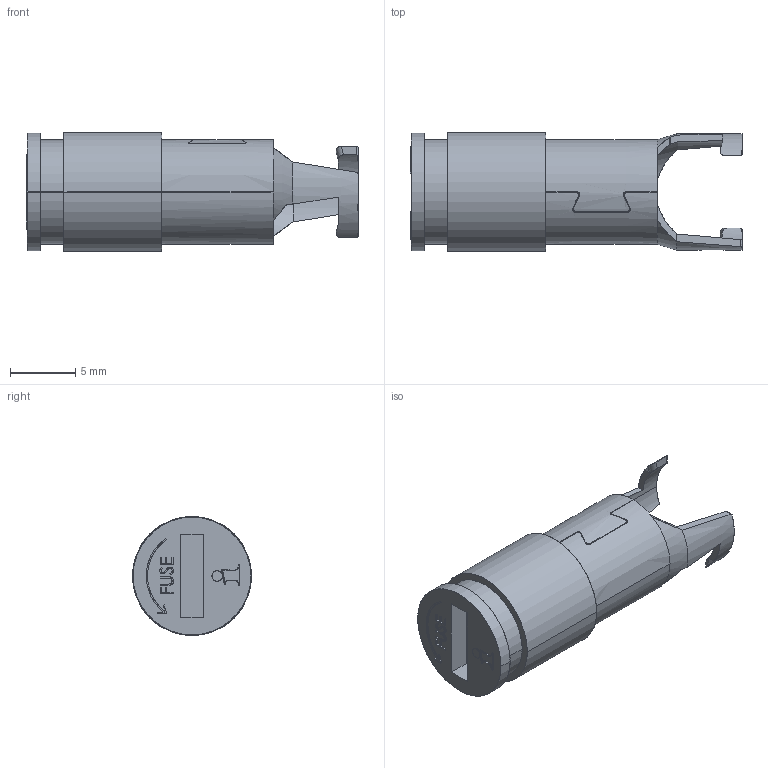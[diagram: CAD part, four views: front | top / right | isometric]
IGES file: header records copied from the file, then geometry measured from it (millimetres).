
Start section: SolidWorks IGES file using analytic representation for surfaces
Global section: file name: 80920221.IGS; native system: SolidWorks 2017; preprocessor: SolidWorks 2017; author: DGoodwin; date: 170723.133936; units: millimetre
Bounding box: 25.4 x 9.1 x 9.1 mm (x, y, z)
Surface area: 1236.6 mm2 (no closed solid volume)
Topology: 0 solids, 0 shells, 193 faces, 1906 edges, 1906 vertices
Faces by surface type: bspline 130, revolution 63
